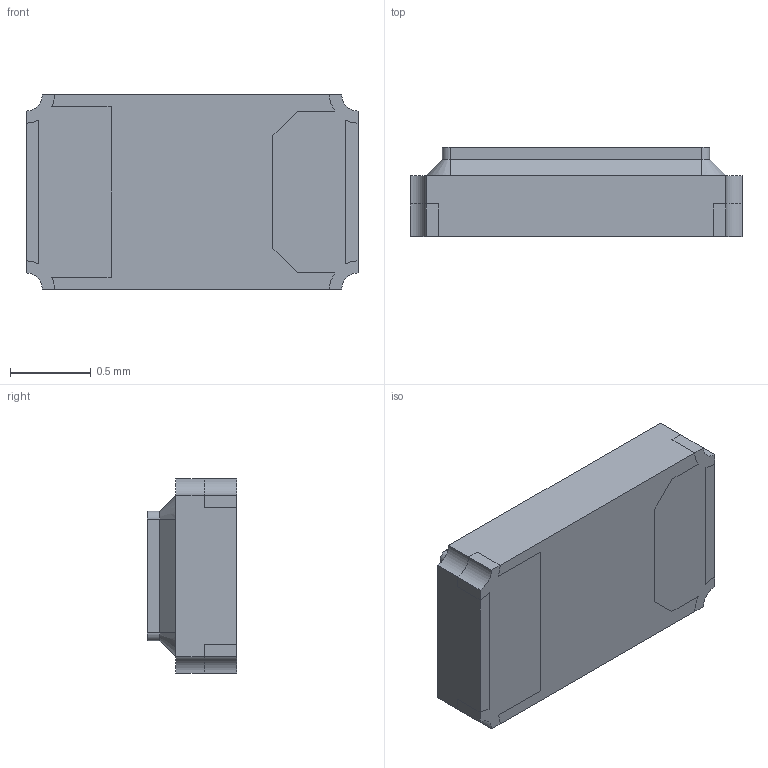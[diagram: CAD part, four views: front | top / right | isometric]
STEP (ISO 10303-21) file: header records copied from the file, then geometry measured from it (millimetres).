
FILE_DESCRIPTION (( 'STEP AP214' ), '1' );
FILE_NAME ('NX2012SA-32.768K-STD-MUB-1.STEP', '2021-10-19T12:31:43', ( '' ), ( '' ), 'SwSTEP 2.0', 'SolidWorks 2018', '' );
FILE_SCHEMA (( 'AUTOMOTIVE_DESIGN' ));
Length unit declared in the file: millimetre
Products named in the file (2): NX2012SA-32.768K-STD-MUB-1
Bounding box: 2.05 x 0.55 x 1.2 mm (x, y, z)
Volume: 1.2 mm3; surface area: 12 mm2
Topology: 3 solids, 3 shells, 83 faces, 220 edges, 144 vertices
Faces by surface type: plane 51, cylinder 28, cone 4
Entity records: 3550 total; most frequent: DIRECTION 450, CARTESIAN_POINT 449, ORIENTED_EDGE 440, EDGE_CURVE 220, LINE 160, VECTOR 160, AXIS2_PLACEMENT_3D 145, VERTEX_POINT 144
